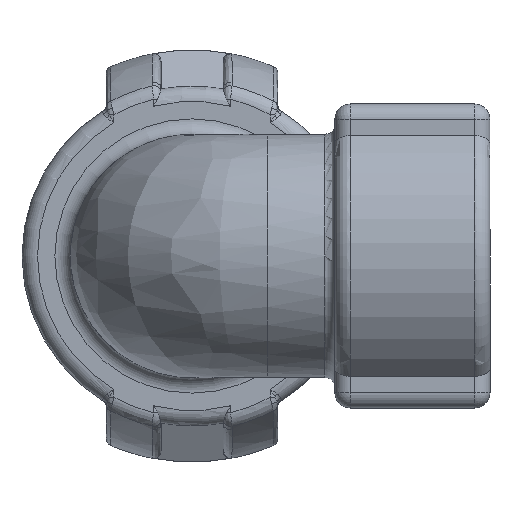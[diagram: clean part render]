
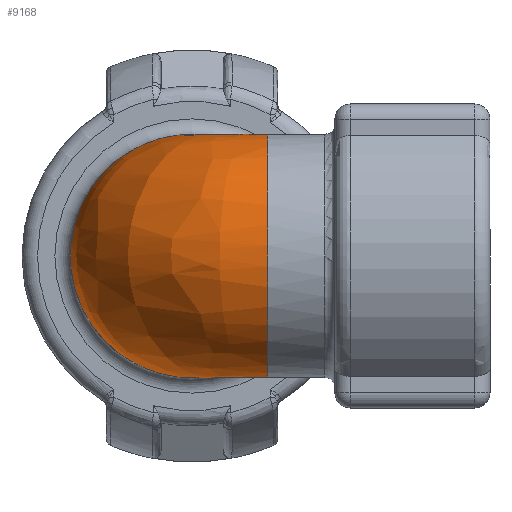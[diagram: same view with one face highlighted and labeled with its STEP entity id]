
A CAD part, left-side view. The second image highlights one B-rep face of the part: STEP entity #9168.
In plain terms, the highlighted free-form (B-spline) face has degree [2, 2] with [7, 3] control points.
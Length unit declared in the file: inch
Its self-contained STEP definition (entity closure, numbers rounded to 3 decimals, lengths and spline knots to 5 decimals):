
#28=(
BOUNDED_SURFACE()
B_SPLINE_SURFACE(2,2,((#13268,#13269,#13270),(#13271,#13272,#13273),(#13274,
#13275,#13276),(#13277,#13278,#13279),(#13280,#13281,#13282),(#13283,#13284,
#13285),(#13286,#13287,#13288)),.UNSPECIFIED.,.F.,.F.,.F.)
B_SPLINE_SURFACE_WITH_KNOTS((3,2,2,3),(3,3),(-2.16527,-0.72176,
0.72176,2.16527),(-3.14159,-1.5708),
 .UNSPECIFIED.)
GEOMETRIC_REPRESENTATION_ITEM()
RATIONAL_B_SPLINE_SURFACE(((1.,0.707,1.),(0.751,
0.531,0.751),(1.,0.707,1.),(0.751,
0.531,0.751),(1.,0.707,1.),(0.751,
0.531,0.751),(1.,0.707,1.)))
REPRESENTATION_ITEM('')
SURFACE()
);
#1864=B_SPLINE_CURVE_WITH_KNOTS('',3,(#13195,#13196,#13197,#13198,#13199,
#13200,#13201,#13202,#13203,#13204,#13205,#13206,#13207),.UNSPECIFIED.,
 .F.,.F.,(4,3,3,3,4),(-0.00085,0.08181,0.14817,
0.16009,0.26107),.UNSPECIFIED.);
#1865=B_SPLINE_CURVE_WITH_KNOTS('',3,(#13211,#13212,#13213,#13214,#13215,
#13216,#13217,#13218,#13219,#13220,#13221,#13222,#13223),.UNSPECIFIED.,
 .F.,.F.,(4,3,3,3,4),(-0.00085,0.10018,0.11211,
0.1785,0.2612),.UNSPECIFIED.);
#2322=FACE_OUTER_BOUND('',#2887,.T.);
#2887=EDGE_LOOP('',(#6344,#6345,#6346,#6347));
#3474=CIRCLE('',#9759,0.98);
#3477=CIRCLE('',#9763,0.98);
#3848=VERTEX_POINT('',#13193);
#3849=VERTEX_POINT('',#13194);
#3850=VERTEX_POINT('',#13208);
#3851=VERTEX_POINT('',#13210);
#4821=EDGE_CURVE('',#3848,#3849,#1864,.T.);
#4823=EDGE_CURVE('',#3851,#3850,#1865,.T.);
#4827=EDGE_CURVE('',#3851,#3849,#3474,.T.);
#4830=EDGE_CURVE('',#3848,#3850,#3477,.T.);
#6344=ORIENTED_EDGE('',*,*,#4823,.T.);
#6345=ORIENTED_EDGE('',*,*,#4830,.F.);
#6346=ORIENTED_EDGE('',*,*,#4821,.T.);
#6347=ORIENTED_EDGE('',*,*,#4827,.F.);
#9168=ADVANCED_FACE('',(#2322),#28,.F.);
#9759=AXIS2_PLACEMENT_3D('',#13263,#10586,#10587);
#9763=AXIS2_PLACEMENT_3D('',#13289,#10594,#10595);
#10586=DIRECTION('center_axis',(0.,1.,0.));
#10587=DIRECTION('ref_axis',(1.,0.,0.));
#10594=DIRECTION('center_axis',(1.,0.,0.));
#10595=DIRECTION('ref_axis',(0.,1.,0.));
#13193=CARTESIAN_POINT('',(-1.,0.541,0.81714));
#13194=CARTESIAN_POINT('',(-1.069,0.61,0.81714));
#13195=CARTESIAN_POINT('Ctrl Pts',(-1.,0.541,
0.81714));
#13196=CARTESIAN_POINT('Ctrl Pts',(-1.01022,0.54404,0.81513));
#13197=CARTESIAN_POINT('Ctrl Pts',(-1.01998,0.54854,
0.81365));
#13198=CARTESIAN_POINT('Ctrl Pts',(-1.02893,0.55459,
0.81282));
#13199=CARTESIAN_POINT('Ctrl Pts',(-1.03612,0.55945,
0.81216));
#13200=CARTESIAN_POINT('Ctrl Pts',(-1.0426,0.5652,0.81194));
#13201=CARTESIAN_POINT('Ctrl Pts',(-1.04827,0.57174,
0.81219));
#13202=CARTESIAN_POINT('Ctrl Pts',(-1.04929,0.57292,
0.81223));
#13203=CARTESIAN_POINT('Ctrl Pts',(-1.05028,0.57412,
0.81229));
#13204=CARTESIAN_POINT('Ctrl Pts',(-1.05124,0.57535,0.81237));
#13205=CARTESIAN_POINT('Ctrl Pts',(-1.05941,0.58574,
0.813));
#13206=CARTESIAN_POINT('Ctrl Pts',(-1.06529,0.59751,
0.81468));
#13207=CARTESIAN_POINT('Ctrl Pts',(-1.069,0.61,
0.81714));
#13208=CARTESIAN_POINT('',(-1.,0.541,-0.81714));
#13210=CARTESIAN_POINT('',(-1.069,0.61,-0.81714));
#13211=CARTESIAN_POINT('Ctrl Pts',(-1.069,0.61,
-0.81714));
#13212=CARTESIAN_POINT('Ctrl Pts',(-1.06529,0.59751,-0.81468));
#13213=CARTESIAN_POINT('Ctrl Pts',(-1.05941,0.58574,
-0.813));
#13214=CARTESIAN_POINT('Ctrl Pts',(-1.05124,0.57535,
-0.81237));
#13215=CARTESIAN_POINT('Ctrl Pts',(-1.05028,0.57412,-0.81229));
#13216=CARTESIAN_POINT('Ctrl Pts',(-1.04929,0.57292,
-0.81223));
#13217=CARTESIAN_POINT('Ctrl Pts',(-1.04827,0.57174,
-0.81219));
#13218=CARTESIAN_POINT('Ctrl Pts',(-1.0426,0.5652,
-0.81194));
#13219=CARTESIAN_POINT('Ctrl Pts',(-1.03612,0.55945,
-0.81216));
#13220=CARTESIAN_POINT('Ctrl Pts',(-1.02893,0.55459,-0.81282));
#13221=CARTESIAN_POINT('Ctrl Pts',(-1.01998,0.54854,-0.81365));
#13222=CARTESIAN_POINT('Ctrl Pts',(-1.01022,0.54404,-0.81513));
#13223=CARTESIAN_POINT('Ctrl Pts',(-1.,0.541,
-0.81714));
#13263=CARTESIAN_POINT('Origin',(-1.61,0.61,0.));
#13268=CARTESIAN_POINT('Ctrl Pts',(-1.06113,0.61,
-0.81187));
#13269=CARTESIAN_POINT('Ctrl Pts',(-1.06113,0.54887,
-0.81187));
#13270=CARTESIAN_POINT('Ctrl Pts',(-1.,0.54887,-0.81187));
#13271=CARTESIAN_POINT('Ctrl Pts',(-1.77573,0.61,
-1.29498));
#13272=CARTESIAN_POINT('Ctrl Pts',(-1.77573,-0.16573,
-1.29498));
#13273=CARTESIAN_POINT('Ctrl Pts',(-1.,-0.16573,-1.29498));
#13274=CARTESIAN_POINT('Ctrl Pts',(-2.34563,0.61,
-0.64749));
#13275=CARTESIAN_POINT('Ctrl Pts',(-2.34563,-0.73563,
-0.64749));
#13276=CARTESIAN_POINT('Ctrl Pts',(-1.,-0.73563,-0.64749));
#13277=CARTESIAN_POINT('Ctrl Pts',(-2.91554,0.61,
0.));
#13278=CARTESIAN_POINT('Ctrl Pts',(-2.91554,-1.30554,
0.));
#13279=CARTESIAN_POINT('Ctrl Pts',(-1.,-1.30554,
0.));
#13280=CARTESIAN_POINT('Ctrl Pts',(-2.34563,0.61,
0.64749));
#13281=CARTESIAN_POINT('Ctrl Pts',(-2.34563,-0.73563,
0.64749));
#13282=CARTESIAN_POINT('Ctrl Pts',(-1.,-0.73563,
0.64749));
#13283=CARTESIAN_POINT('Ctrl Pts',(-1.77573,0.61,
1.29498));
#13284=CARTESIAN_POINT('Ctrl Pts',(-1.77573,-0.16573,
1.29498));
#13285=CARTESIAN_POINT('Ctrl Pts',(-1.,-0.16573,
1.29498));
#13286=CARTESIAN_POINT('Ctrl Pts',(-1.06113,0.61,
0.81187));
#13287=CARTESIAN_POINT('Ctrl Pts',(-1.06113,0.54887,
0.81187));
#13288=CARTESIAN_POINT('Ctrl Pts',(-1.,0.54887,
0.81187));
#13289=CARTESIAN_POINT('Origin',(-1.,0.,0.));
